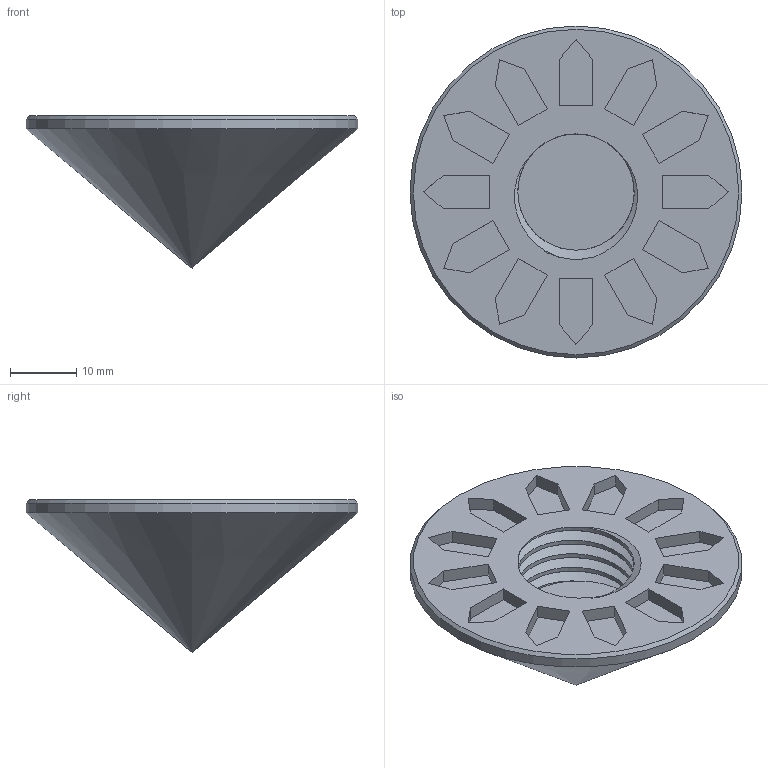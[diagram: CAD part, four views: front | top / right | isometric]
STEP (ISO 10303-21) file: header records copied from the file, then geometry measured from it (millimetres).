
FILE_DESCRIPTION(/* description */ ('','CAx-IF Rec.Pracs.---Representation and Presentation of Product Manufacturing Information (PMI)---4.0---2014-10-13'),/* implementation_level */ '2;1');
FILE_NAME(/* name */ 'Bottom.step',/* time_stamp */ '2025-02-27T11:48:45+08:00',/* author */ (''),/* organization */ (''),/* preprocessor_version */ 'ST-DEVELOPER v20',/* originating_system */ 'Autodesk Translation Framework v13.20.0.188',/* authorisation */ '');
FILE_SCHEMA (('AP242_MANAGED_MODEL_BASED_3D_ENGINEERING_MIM_LF { 1 0 10303 442 1 1 4 }'));
Length unit declared in the file: millimetre
Products named in the file (1): Bottom
Bounding box: 50 x 50 x 22.98 mm (x, y, z)
Volume: 13880.8 mm3; surface area: 6404.4 mm2
Topology: 1 solids, 1 shells, 89 faces, 223 edges, 148 vertices
Faces by surface type: plane 74, cylinder 11, cone 2, bspline 2
Full cylindrical faces by diameter (mm): 17.519 x3, 20.293 x3, 50 x1
Entity records: 3994 total; most frequent: CARTESIAN_POINT 1872, ORIENTED_EDGE 444, DIRECTION 381, EDGE_CURVE 222, LINE 191, VECTOR 191, VERTEX_POINT 148, EDGE_LOOP 102
